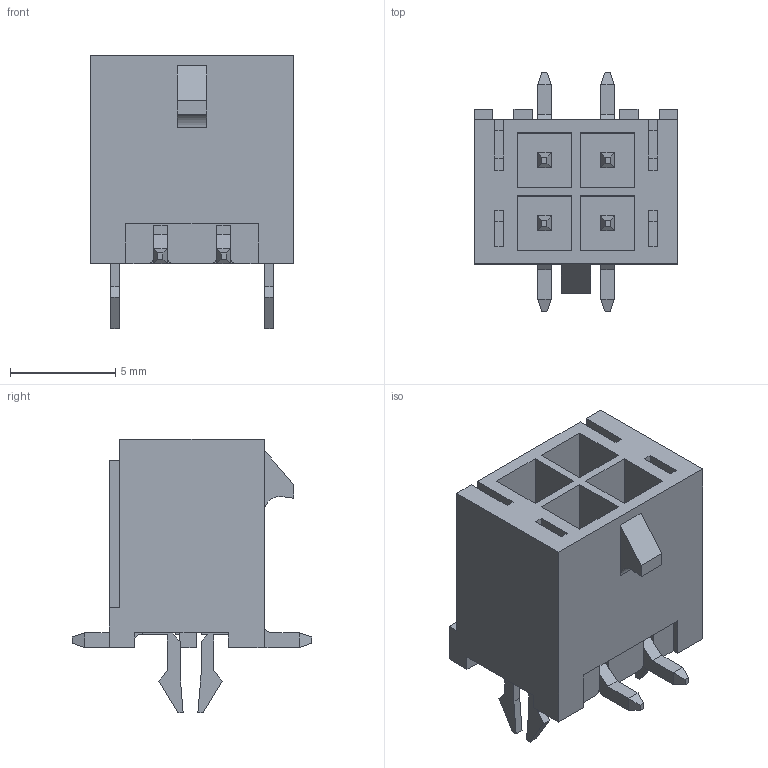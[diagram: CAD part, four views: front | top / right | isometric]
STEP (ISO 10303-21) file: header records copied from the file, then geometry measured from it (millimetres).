
FILE_DESCRIPTION(/* description */ ('Unknown'),/* implementation_level */ '2;1');
FILE_NAME(/* name */ '662004235922',/* time_stamp */ '2017-07-06T09:18:58+02:00',/* author */ ('Unknown'),/* organization */ ('Unknown'),/* preprocessor_version */ 'ST-DEVELOPER v16.7',/* originating_system */ 'DEX',/* authorisation */ $);
FILE_SCHEMA (('AUTOMOTIVE_DESIGN {1 0 10303 214 3 1 1}'));
Length unit declared in the file: millimetre
Products named in the file (4): 6620xx235922; 662004235922; 6620xx235922_PIN
Assembly tree (7 placements, depth 2):
  6620xx235922
    662004235922
    6620xx235922  x2
    6620xx235922_PIN  x4
Bounding box: 9.7 x 11.4 x 13 mm (x, y, z)
Volume: 432.4 mm3; surface area: 1251.3 mm2
Topology: 7 solids, 7 shells, 326 faces, 919 edges, 602 vertices
Faces by surface type: plane 311, cylinder 15
Entity records: 7489 total; most frequent: CARTESIAN_POINT 1331, ORIENTED_EDGE 1322, DIRECTION 1147, EDGE_CURVE 661, LINE 639, VECTOR 639, VERTEX_POINT 438, AXIS2_PLACEMENT_3D 254
